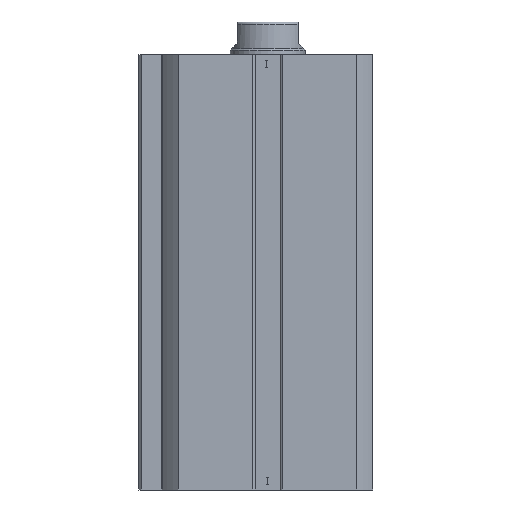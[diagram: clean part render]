
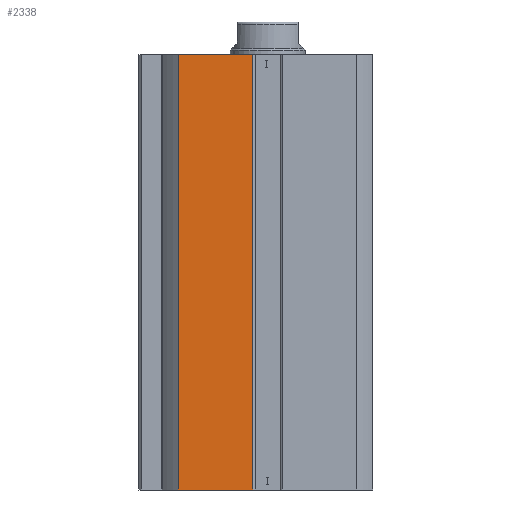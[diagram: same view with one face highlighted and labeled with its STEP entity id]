
A CAD part, left-side view. The second image highlights one B-rep face of the part: STEP entity #2338.
In plain terms, the highlighted planar face has unit normal (-1, 0, 0).
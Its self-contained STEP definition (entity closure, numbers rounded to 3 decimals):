
#779 = CARTESIAN_POINT ( 'NONE',  ( -22.5, 19.079, 93. ) ) ;
#936 = CARTESIAN_POINT ( 'NONE',  ( -22.5, 3.2, 93. ) ) ;
#989 = DIRECTION ( 'NONE',  ( 0., 0., -1. ) ) ;
#990 = DIRECTION ( 'NONE',  ( 1., 0., 0. ) ) ;
#1165 = CARTESIAN_POINT ( 'NONE',  ( -22.5, 3.2, 0. ) ) ;
#1166 = CARTESIAN_POINT ( 'NONE',  ( -22.5, 19.079, 0. ) ) ;
#1270 = PLANE ( 'NONE',  #5356 ) ;
#1299 = CARTESIAN_POINT ( 'NONE',  ( -22.5, -22.5, 93. ) ) ;
#1553 = VERTEX_POINT ( 'NONE', #936 ) ;
#1571 = VERTEX_POINT ( 'NONE', #779 ) ;
#1683 = VERTEX_POINT ( 'NONE', #1166 ) ;
#1684 = VERTEX_POINT ( 'NONE', #1165 ) ;
#2338 = ADVANCED_FACE ( 'NONE', ( #2729 ), #1270, .F. ) ;
#2729 = FACE_OUTER_BOUND ( 'NONE', #6118, .T. ) ;
#4138 = CARTESIAN_POINT ( 'NONE',  ( -22.5, 3.2, 93. ) ) ;
#4140 = CARTESIAN_POINT ( 'NONE',  ( -22.5, 19.079, 0. ) ) ;
#4141 = DIRECTION ( 'NONE',  ( 0., 0., 1. ) ) ;
#4143 = DIRECTION ( 'NONE',  ( 0., 0., 1. ) ) ;
#4195 = CARTESIAN_POINT ( 'NONE',  ( -22.5, -22.5, 0. ) ) ;
#4196 = DIRECTION ( 'NONE',  ( 0., -1., 0. ) ) ;
#4433 = CARTESIAN_POINT ( 'NONE',  ( -22.5, -22.5, 93. ) ) ;
#4434 = DIRECTION ( 'NONE',  ( 0., -1., 0. ) ) ;
#5141 = EDGE_CURVE ( 'NONE', #1683, #1571, #6544, .T. ) ;
#5142 = EDGE_CURVE ( 'NONE', #1684, #1553, #6539, .T. ) ;
#5165 = EDGE_CURVE ( 'NONE', #1683, #1684, #6582, .T. ) ;
#5264 = EDGE_CURVE ( 'NONE', #1571, #1553, #6733, .T. ) ;
#5356 = AXIS2_PLACEMENT_3D ( 'NONE', #1299, #990, #989 ) ;
#6118 = EDGE_LOOP ( 'NONE', ( #6532, #6533, #6534, #6535 ) ) ;
#6532 = ORIENTED_EDGE ( 'NONE', *, *, #5141, .F. ) ;
#6533 = ORIENTED_EDGE ( 'NONE', *, *, #5165, .T. ) ;
#6534 = ORIENTED_EDGE ( 'NONE', *, *, #5142, .T. ) ;
#6535 = ORIENTED_EDGE ( 'NONE', *, *, #5264, .F. ) ;
#6539 = LINE ( 'NONE', #4138, #6546 ) ;
#6544 = LINE ( 'NONE', #4140, #6545 ) ;
#6545 = VECTOR ( 'NONE', #4141, 1000. ) ;
#6546 = VECTOR ( 'NONE', #4143, 1000. ) ;
#6579 = VECTOR ( 'NONE', #4196, 1000. ) ;
#6582 = LINE ( 'NONE', #4195, #6579 ) ;
#6733 = LINE ( 'NONE', #4433, #6737 ) ;
#6737 = VECTOR ( 'NONE', #4434, 1000. ) ;
